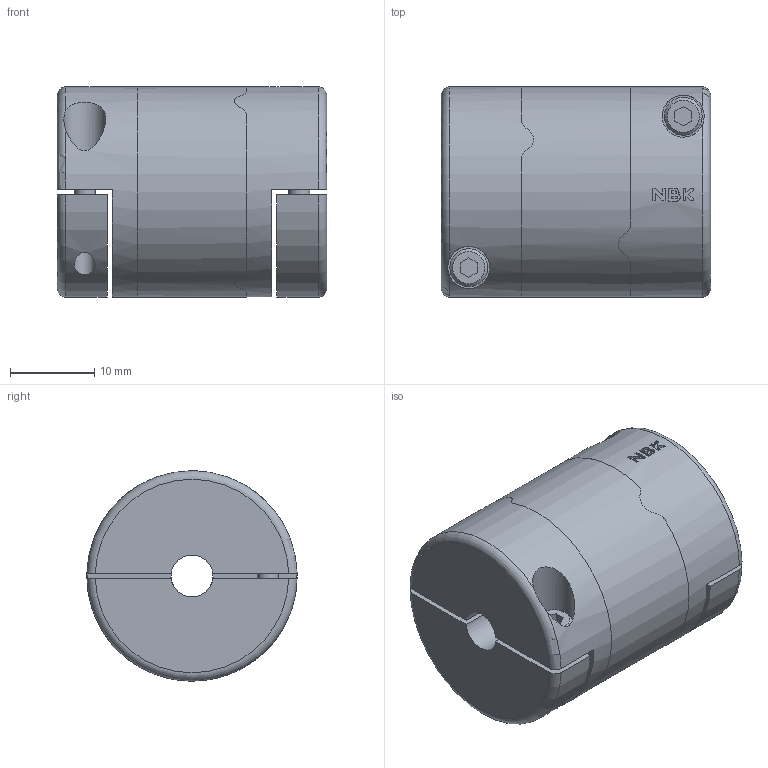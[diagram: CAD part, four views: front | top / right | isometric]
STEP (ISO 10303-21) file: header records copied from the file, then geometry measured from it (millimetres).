
FILE_DESCRIPTION(/* description */ ('STEP AP214'),/* implementation_level */ '2;1');
FILE_NAME(/* name */ 'XGT-25CS-5-6',/* time_stamp */ '2024-06-05T10:58:47+02:00',/* author */ ('License CC BY-ND 4.0'),/* organization */ ('CADENAS'),/* preprocessor_version */ 'ST-DEVELOPER v19.3',/* originating_system */ 'PARTsolutions',/* authorisation */ ' ');
FILE_SCHEMA (('AUTOMOTIVE_DESIGN {1 0 10303 214 3 1 1}'));
Length unit declared in the file: millimetre
Products named in the file (4): XGT-25CS-5-6; XGT-25CS - 5-6 - Hub 1; XGT-25CS - 5-6 - Anti-Vibration Rubber; XGT-25CS - 5-6 - Hub 2
Assembly tree (3 placements, depth 2):
  XGT-25CS-5-6
    XGT-25CS - 5-6 - Hub 1
    XGT-25CS - 5-6 - Anti-Vibration Rubber
    XGT-25CS - 5-6 - Hub 2
Bounding box: 32 x 25 x 25 mm (x, y, z)
Volume: 14085 mm3; surface area: 7589.6 mm2
Topology: 3 solids, 3 shells, 131 faces, 325 edges, 215 vertices
Faces by surface type: plane 89, cylinder 34, torus 4, cone 4
Full cylindrical faces by diameter (mm): 2.5 x4, 3 x2, 4.5 x2, 5 x3, 6 x1, 7 x1, 25 x3
Entity records: 3956 total; most frequent: CARTESIAN_POINT 825, DIRECTION 632, ORIENTED_EDGE 592, EDGE_CURVE 296, AXIS2_PLACEMENT_3D 231, VERTEX_POINT 206, EDGE_LOOP 172, FACE_BOUND 172
